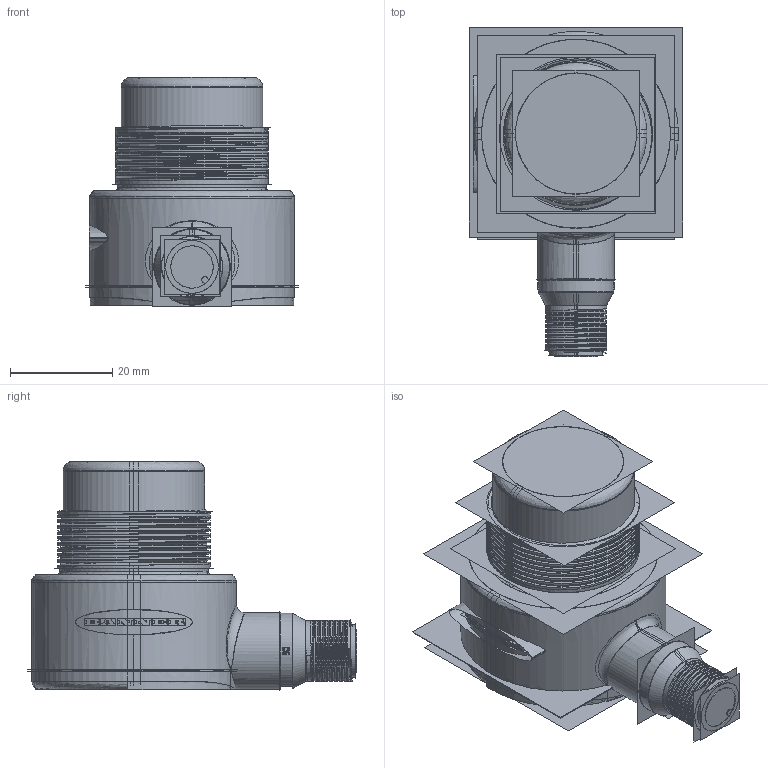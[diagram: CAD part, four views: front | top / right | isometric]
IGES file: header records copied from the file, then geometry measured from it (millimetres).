
Start section:  PTC IGES file: 154440_sm01.igs
Global section: file name: 154440_sm01.igs; native system: Creo Parametric by PTC Inc.; preprocessor: 2019292; author: PDMAdmin; organization: Unknown; date: 20221110.115509; units: millimetre
Bounding box: 41.79 x 64.53 x 44.97 mm (x, y, z)
Volume: 45367.1 mm3; surface area: 48784.6 mm2
Topology: 1 solids, 1 shells, 872 faces, 4494 edges, 5627 vertices
Faces by surface type: bspline 374, extrusion 304, revolution 194
